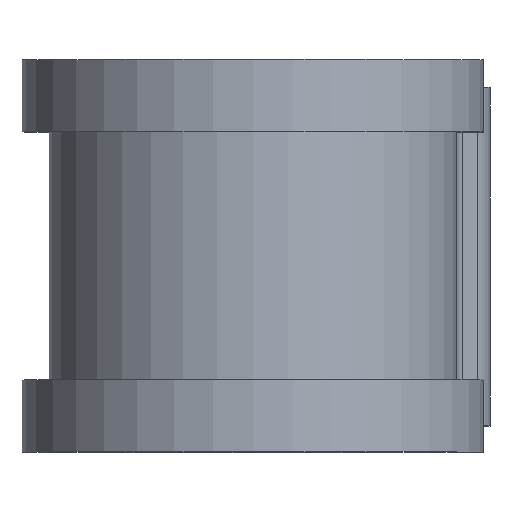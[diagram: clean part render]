
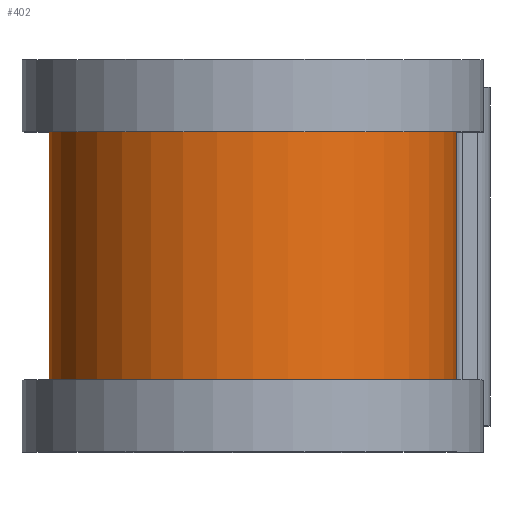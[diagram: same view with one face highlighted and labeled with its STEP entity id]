
A CAD part, top view. The second image highlights one B-rep face of the part: STEP entity #402.
In plain terms, the highlighted cylindrical face has radius 11.468 mm (diameter 22.936 mm), a partial arc.
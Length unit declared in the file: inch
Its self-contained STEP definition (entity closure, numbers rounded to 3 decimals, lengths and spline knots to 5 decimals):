
#7 = FACE_OUTER_BOUND ( 'NONE', #1105, .T. ) ;
#32 = VECTOR ( 'NONE', #403, 39.37008 ) ;
#72 = ORIENTED_EDGE ( 'NONE', *, *, #866, .F. ) ;
#118 = VECTOR ( 'NONE', #230, 39.37008 ) ;
#124 = CIRCLE ( 'NONE', #1458, 0.4515 ) ;
#154 = LINE ( 'NONE', #436, #118 ) ;
#210 = ORIENTED_EDGE ( 'NONE', *, *, #1279, .T. ) ;
#230 = DIRECTION ( 'NONE',  ( 0., -1., 0. ) ) ;
#251 = ORIENTED_EDGE ( 'NONE', *, *, #1316, .F. ) ;
#370 = DIRECTION ( 'NONE',  ( 0., -1., 0. ) ) ;
#381 = CARTESIAN_POINT ( 'NONE',  ( 0., -0.275, 0. ) ) ;
#395 = DIRECTION ( 'NONE',  ( 0., 0., -1. ) ) ;
#402 = ADVANCED_FACE ( 'NONE', ( #7 ), #1573, .T. ) ;
#403 = DIRECTION ( 'NONE',  ( 0., -1., 0. ) ) ;
#436 = CARTESIAN_POINT ( 'NONE',  ( 0., 0.375, -0.4515 ) ) ;
#468 = CARTESIAN_POINT ( 'NONE',  ( 0.4515, -0.275, 0. ) ) ;
#478 = VERTEX_POINT ( 'NONE', #1490 ) ;
#528 = DIRECTION ( 'NONE',  ( 0., -1., 0. ) ) ;
#544 = DIRECTION ( 'NONE',  ( 0., 0., -1. ) ) ;
#639 = AXIS2_PLACEMENT_3D ( 'NONE', #1501, #1475, #544 ) ;
#866 = EDGE_CURVE ( 'NONE', #974, #1002, #124, .T. ) ;
#881 = EDGE_CURVE ( 'NONE', #1380, #1002, #154, .T. ) ;
#974 = VERTEX_POINT ( 'NONE', #468 ) ;
#979 = CARTESIAN_POINT ( 'NONE',  ( 0., -0.275, -0.4515 ) ) ;
#1002 = VERTEX_POINT ( 'NONE', #979 ) ;
#1105 = EDGE_LOOP ( 'NONE', ( #251, #210, #1559, #72 ) ) ;
#1157 = LINE ( 'NONE', #1320, #32 ) ;
#1194 = CIRCLE ( 'NONE', #1300, 0.4515 ) ;
#1195 = CARTESIAN_POINT ( 'NONE',  ( 0., 0.275, -0.4515 ) ) ;
#1279 = EDGE_CURVE ( 'NONE', #478, #1380, #1194, .T. ) ;
#1300 = AXIS2_PLACEMENT_3D ( 'NONE', #1311, #528, #1440 ) ;
#1311 = CARTESIAN_POINT ( 'NONE',  ( 0., 0.275, 0. ) ) ;
#1316 = EDGE_CURVE ( 'NONE', #478, #974, #1157, .T. ) ;
#1320 = CARTESIAN_POINT ( 'NONE',  ( 0.4515, 0.375, 0. ) ) ;
#1380 = VERTEX_POINT ( 'NONE', #1195 ) ;
#1440 = DIRECTION ( 'NONE',  ( 0., 0., -1. ) ) ;
#1458 = AXIS2_PLACEMENT_3D ( 'NONE', #381, #370, #395 ) ;
#1475 = DIRECTION ( 'NONE',  ( 0., -1., 0. ) ) ;
#1490 = CARTESIAN_POINT ( 'NONE',  ( 0.4515, 0.275, 0. ) ) ;
#1501 = CARTESIAN_POINT ( 'NONE',  ( 0., 0.375, 0. ) ) ;
#1559 = ORIENTED_EDGE ( 'NONE', *, *, #881, .T. ) ;
#1573 = CYLINDRICAL_SURFACE ( 'NONE', #639, 0.4515 ) ;
